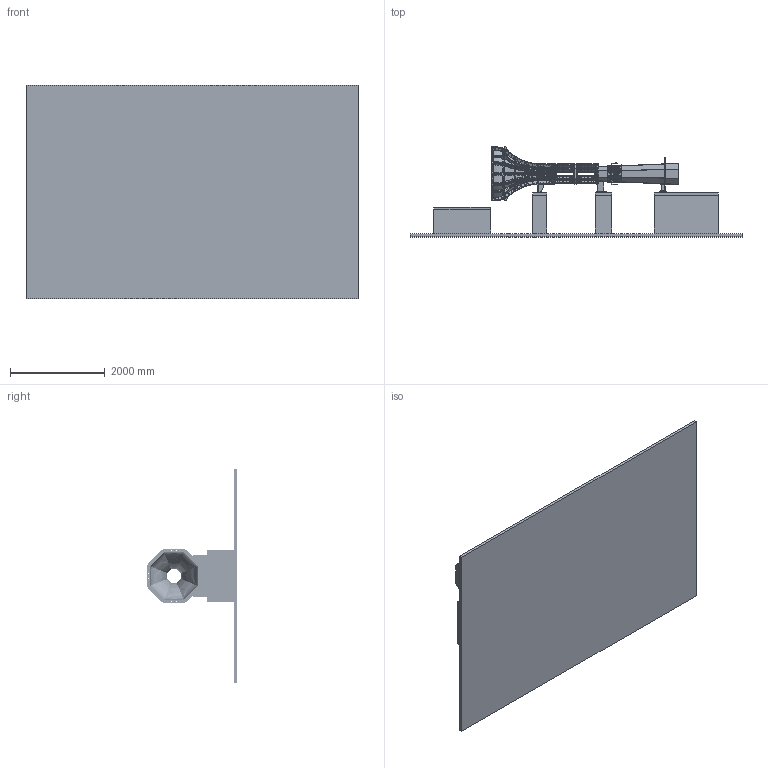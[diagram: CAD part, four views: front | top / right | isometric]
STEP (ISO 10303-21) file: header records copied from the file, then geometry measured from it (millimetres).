
FILE_DESCRIPTION(/* description */ (''),/* implementation_level */ '2;1');
FILE_NAME(/* name */ 'SLTWT_closed.stp',/* time_stamp */ '2023-06-12T19:01:27+09:00',/* author */ ('hokuizumi'),/* organization */ (''),/* preprocessor_version */ 'ST-DEVELOPER v19.2',/* originating_system */ 'Autodesk Inventor 2023',/* authorisation */ '');
FILE_SCHEMA (('AUTOMOTIVE_DESIGN { 1 0 10303 214 3 1 1 }'));
Products named in the file (101): 小型低乱調風洞（総組）; 測定部台座; 測定部台座A; 測定部台座A_01; 測定部台座A_02; 測定部台座A_02_1; 測定部台座A_03; 測定部台座A_03_1; 110x110x260; 測定部台座B; 測定部台座B_01-1; 測定部台座B_02; 測定部台座B_02_1; 測定部台座B_03; 測定部台座B_03_1; 測定部台座C; 測定部台座C_01; 測定部台座C_02; 測定部台座C_02_1; 測定部台座C_03; 測定部台座C_03_1; 測定部台座D; 測定部台座D_01; 測定部台座D_02; 測定部台座D_02_1; 測定部台座D_03; 測定部台座D_03_1; 110x110x190; GL; 縮流管ベース; 001-01; 001-02; mesh; L1430; L1430_1; L1430_1_1; L1430_1_2; L1430_1_3; L1430_1_4; L1430_1_5 ...
Assembly tree (224 placements, depth 4):
  小型低乱調風洞（総組）
    測定部台座
      測定部台座A
        測定部台座A_01
        測定部台座A_02
        測定部台座A_02_1
        測定部台座A_03
        測定部台座A_03_1
        110x110x260  x2
      測定部台座B
        測定部台座B_01-1
        測定部台座B_02
        測定部台座B_02_1
        測定部台座B_03
        測定部台座B_03_1
        110x110x190
      測定部台座C
        測定部台座C_01
        測定部台座C_02
        測定部台座C_02_1
        測定部台座C_03
        測定部台座C_03_1
        110x110x190  x2
      測定部台座D
        測定部台座D_01
        測定部台座D_02
        測定部台座D_02_1
        測定部台座D_03
        測定部台座D_03_1
        110x110x190  x2
      GL
    縮流管ベース
      001-01
      001-02  x7
      mesh
    JIS B 1180 Continuous thread hexagon head bolt A M16 x 60 --N  x8
    L1430
      L1430_1
      L1430_1_1
      L1430_1_2
      L1430_1_3
      L1430_1_4
      L1430_1_5
      L1430_1_6
      L1430_1_7
      L1430_1_8
      L1430_1_9
      L1430_1_10
      L1430_1_11
      L1430_1_12
      L1430_1_13
      L1430_1_14
      L1430_1_15
      L1430_1_16
      L1430_1_17
      L1430_1_18
      L1430_1_19
      L1430_1_20
      L1430_1_21
      L1430_1_22
Bounding box: 6995 x 1900 x 4490 mm (x, y, z)
Volume: 2597966271 mm3; surface area: 113738194.6 mm2
Topology: 212 solids, 212 shells, 7333 faces, 18320 edges, 11455 vertices
Faces by surface type: plane 2277, cylinder 2127, bspline 1577, cone 902, sphere 290, torus 160
Full cylindrical faces by diameter (mm): 4.2 x464, 5 x80, 5.5 x224, 6 x48, 6.647 x42, 7.134 x4, 8 x32, 9 x160, 10 x8, 10.2 x112, 10.8 x6, 14 x9, 14.5 x4, 15 x200, 16 x83, 19 x240, 24 x24
Entity records: 134481 total; most frequent: CARTESIAN_POINT 80167, ORIENTED_EDGE 10296, DIRECTION 9822, EDGE_CURVE 5148, AXIS2_PLACEMENT_3D 3685, VERTEX_POINT 3366, EDGE_LOOP 3042, LINE 2452
